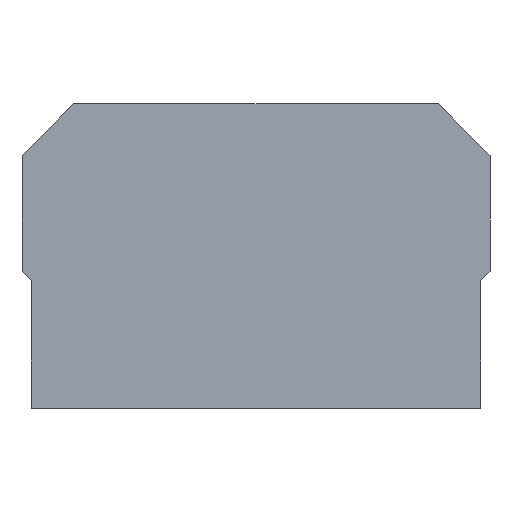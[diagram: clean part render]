
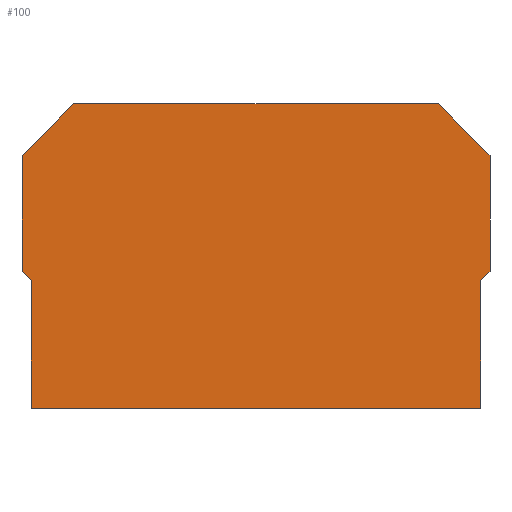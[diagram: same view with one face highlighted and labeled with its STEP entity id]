
A CAD part, front view. The second image highlights one B-rep face of the part: STEP entity #100.
In plain terms, the highlighted face is planar.
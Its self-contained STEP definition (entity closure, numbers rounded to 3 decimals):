
#2 = CARTESIAN_POINT ( 'NONE',  ( 3., -54.75, -41. ) ) ;
#20 = VECTOR ( 'NONE', #333, 1000. ) ;
#22 = CARTESIAN_POINT ( 'NONE',  ( 3., 0., 0. ) ) ;
#24 = DIRECTION ( 'NONE',  ( 0., -0.707, -0.707 ) ) ;
#28 = CARTESIAN_POINT ( 'NONE',  ( 3., 0., 0. ) ) ;
#29 = CARTESIAN_POINT ( 'NONE',  ( 3., -49., 0. ) ) ;
#31 = LINE ( 'NONE', #196, #133 ) ;
#41 = LINE ( 'NONE', #29, #253 ) ;
#48 = VERTEX_POINT ( 'NONE', #28 ) ;
#50 = EDGE_LOOP ( 'NONE', ( #202, #314, #416, #57, #237, #376, #250, #270, #220, #313 ) ) ;
#51 = VECTOR ( 'NONE', #97, 1000. ) ;
#57 = ORIENTED_EDGE ( 'NONE', *, *, #343, .T. ) ;
#59 = EDGE_CURVE ( 'NONE', #285, #91, #153, .T. ) ;
#74 = VECTOR ( 'NONE', #150, 1000. ) ;
#80 = VECTOR ( 'NONE', #404, 1000. ) ;
#86 = VERTEX_POINT ( 'NONE', #403 ) ;
#91 = VERTEX_POINT ( 'NONE', #132 ) ;
#96 = EDGE_CURVE ( 'NONE', #120, #342, #303, .T. ) ;
#97 = DIRECTION ( 'NONE',  ( 0., 0., 1. ) ) ;
#98 = CARTESIAN_POINT ( 'NONE',  ( 3., -56., -7. ) ) ;
#100 = ADVANCED_FACE ( 'NONE', ( #185 ), #135, .T. ) ;
#103 = DIRECTION ( 'NONE',  ( 0., -1., 0. ) ) ;
#120 = VERTEX_POINT ( 'NONE', #230 ) ;
#131 = LINE ( 'NONE', #251, #347 ) ;
#132 = CARTESIAN_POINT ( 'NONE',  ( 3., 7., -7. ) ) ;
#133 = VECTOR ( 'NONE', #186, 1000. ) ;
#135 = PLANE ( 'NONE',  #353 ) ;
#150 = DIRECTION ( 'NONE',  ( 0., -1., 0. ) ) ;
#153 = LINE ( 'NONE', #424, #296 ) ;
#157 = CARTESIAN_POINT ( 'NONE',  ( 3., -54.75, -23.8 ) ) ;
#164 = CARTESIAN_POINT ( 'NONE',  ( 3., -24.5, 24.5 ) ) ;
#172 = VERTEX_POINT ( 'NONE', #331 ) ;
#179 = DIRECTION ( 'NONE',  ( 0., 0.707, 0.707 ) ) ;
#181 = EDGE_CURVE ( 'NONE', #86, #172, #400, .T. ) ;
#185 = FACE_OUTER_BOUND ( 'NONE', #50, .T. ) ;
#186 = DIRECTION ( 'NONE',  ( 0., -0.707, 0.707 ) ) ;
#192 = LINE ( 'NONE', #98, #20 ) ;
#196 = CARTESIAN_POINT ( 'NONE',  ( 3., 7., -7. ) ) ;
#202 = ORIENTED_EDGE ( 'NONE', *, *, #425, .T. ) ;
#209 = VERTEX_POINT ( 'NONE', #2 ) ;
#210 = DIRECTION ( 'NONE',  ( 0., 0., 1. ) ) ;
#212 = LINE ( 'NONE', #289, #340 ) ;
#217 = EDGE_CURVE ( 'NONE', #272, #352, #41, .T. ) ;
#220 = ORIENTED_EDGE ( 'NONE', *, *, #294, .T. ) ;
#221 = DIRECTION ( 'NONE',  ( 0., 0., -1. ) ) ;
#225 = DIRECTION ( 'NONE',  ( 1., 0., 0. ) ) ;
#230 = CARTESIAN_POINT ( 'NONE',  ( 3., -56., -22.55 ) ) ;
#237 = ORIENTED_EDGE ( 'NONE', *, *, #96, .T. ) ;
#250 = ORIENTED_EDGE ( 'NONE', *, *, #412, .T. ) ;
#251 = CARTESIAN_POINT ( 'NONE',  ( 3., -54.75, -41. ) ) ;
#253 = VECTOR ( 'NONE', #24, 1000. ) ;
#263 = VECTOR ( 'NONE', #221, 1000. ) ;
#270 = ORIENTED_EDGE ( 'NONE', *, *, #181, .T. ) ;
#272 = VERTEX_POINT ( 'NONE', #279 ) ;
#279 = CARTESIAN_POINT ( 'NONE',  ( 3., -49., 0. ) ) ;
#285 = VERTEX_POINT ( 'NONE', #315 ) ;
#286 = LINE ( 'NONE', #22, #74 ) ;
#289 = CARTESIAN_POINT ( 'NONE',  ( 3., 5.75, -23.8 ) ) ;
#292 = EDGE_CURVE ( 'NONE', #342, #209, #386, .T. ) ;
#294 = EDGE_CURVE ( 'NONE', #172, #285, #212, .T. ) ;
#296 = VECTOR ( 'NONE', #210, 1000. ) ;
#299 = EDGE_CURVE ( 'NONE', #48, #272, #286, .T. ) ;
#303 = LINE ( 'NONE', #325, #80 ) ;
#313 = ORIENTED_EDGE ( 'NONE', *, *, #59, .T. ) ;
#314 = ORIENTED_EDGE ( 'NONE', *, *, #299, .T. ) ;
#315 = CARTESIAN_POINT ( 'NONE',  ( 3., 7., -22.55 ) ) ;
#325 = CARTESIAN_POINT ( 'NONE',  ( 3., -56., -22.55 ) ) ;
#331 = CARTESIAN_POINT ( 'NONE',  ( 3., 5.75, -23.8 ) ) ;
#333 = DIRECTION ( 'NONE',  ( 0., 0., -1. ) ) ;
#340 = VECTOR ( 'NONE', #179, 1000. ) ;
#342 = VERTEX_POINT ( 'NONE', #157 ) ;
#343 = EDGE_CURVE ( 'NONE', #352, #120, #192, .T. ) ;
#347 = VECTOR ( 'NONE', #431, 1000. ) ;
#352 = VERTEX_POINT ( 'NONE', #365 ) ;
#353 = AXIS2_PLACEMENT_3D ( 'NONE', #164, #225, #103 ) ;
#365 = CARTESIAN_POINT ( 'NONE',  ( 3., -56., -7. ) ) ;
#367 = CARTESIAN_POINT ( 'NONE',  ( 3., 5.75, -41. ) ) ;
#376 = ORIENTED_EDGE ( 'NONE', *, *, #292, .T. ) ;
#386 = LINE ( 'NONE', #388, #263 ) ;
#388 = CARTESIAN_POINT ( 'NONE',  ( 3., -54.75, -23.8 ) ) ;
#400 = LINE ( 'NONE', #367, #51 ) ;
#403 = CARTESIAN_POINT ( 'NONE',  ( 3., 5.75, -41. ) ) ;
#404 = DIRECTION ( 'NONE',  ( 0., 0.707, -0.707 ) ) ;
#412 = EDGE_CURVE ( 'NONE', #209, #86, #131, .T. ) ;
#416 = ORIENTED_EDGE ( 'NONE', *, *, #217, .T. ) ;
#424 = CARTESIAN_POINT ( 'NONE',  ( 3., 7., -22.55 ) ) ;
#425 = EDGE_CURVE ( 'NONE', #91, #48, #31, .T. ) ;
#431 = DIRECTION ( 'NONE',  ( 0., 1., 0. ) ) ;
